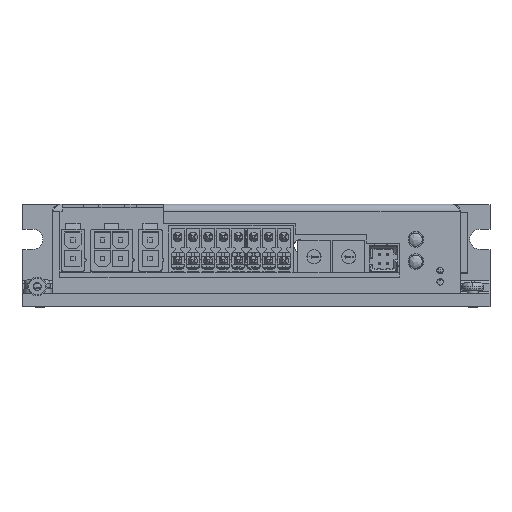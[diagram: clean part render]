
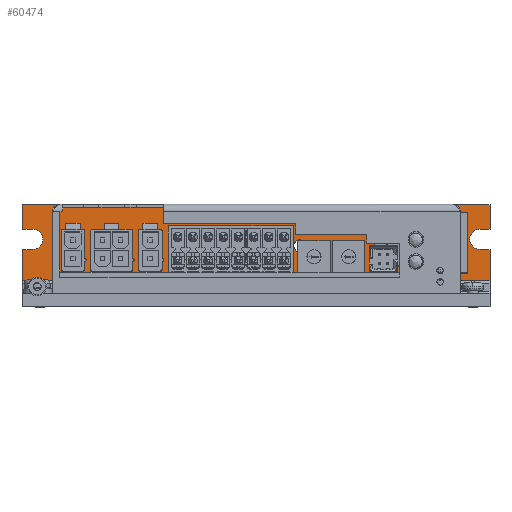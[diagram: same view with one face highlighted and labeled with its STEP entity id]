
A CAD part, top view. The second image highlights one B-rep face of the part: STEP entity #60474.
In plain terms, the highlighted planar face has unit normal (0, 0, 1).
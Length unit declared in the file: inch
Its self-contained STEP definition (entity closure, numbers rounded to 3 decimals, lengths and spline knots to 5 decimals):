
#84 = LINE ( 'NONE', #54147, #51207 ) ;
#237 = AXIS2_PLACEMENT_3D ( 'NONE', #64932, #95484, #9874 ) ;
#291 = CARTESIAN_POINT ( 'NONE',  ( 2.08859, 0.58465, -1.31072 ) ) ;
#1183 = CARTESIAN_POINT ( 'NONE',  ( 2.17915, 0.11417, -1.31072 ) ) ;
#2050 = VERTEX_POINT ( 'NONE', #14118 ) ;
#2856 = CIRCLE ( 'NONE', #66832, 0.05413 ) ;
#3214 = DIRECTION ( 'NONE',  ( 0., 0., -1. ) ) ;
#7215 = VERTEX_POINT ( 'NONE', #80930 ) ;
#7924 = ORIENTED_EDGE ( 'NONE', *, *, #68784, .T. ) ;
#8646 = VERTEX_POINT ( 'NONE', #291 ) ;
#8802 = CARTESIAN_POINT ( 'NONE',  ( -0.3366, 0.37894, -1.31072 ) ) ;
#8836 = EDGE_CURVE ( 'NONE', #50359, #69139, #26232, .T. ) ;
#9874 = DIRECTION ( 'NONE',  ( 0., -1., 0. ) ) ;
#10714 = DIRECTION ( 'NONE',  ( -1., 0., 0. ) ) ;
#11124 = VECTOR ( 'NONE', #10714, 39.37008 ) ;
#11347 = CARTESIAN_POINT ( 'NONE',  ( -2.00589, 0.80709, -1.31072 ) ) ;
#11539 = CARTESIAN_POINT ( 'NONE',  ( -1.9744, 0.58465, -1.31072 ) ) ;
#12304 = DIRECTION ( 'NONE',  ( 0., -1., 0. ) ) ;
#12721 = CARTESIAN_POINT ( 'NONE',  ( -2.00589, 0.58465, -1.31072 ) ) ;
#12733 = VERTEX_POINT ( 'NONE', #17513 ) ;
#13403 = VERTEX_POINT ( 'NONE', #8802 ) ;
#13435 = DIRECTION ( 'NONE',  ( 1., 0., 0. ) ) ;
#14118 = CARTESIAN_POINT ( 'NONE',  ( 2.17915, 0.80709, -1.31072 ) ) ;
#17513 = CARTESIAN_POINT ( 'NONE',  ( 2.08859, 0.39961, -1.31072 ) ) ;
#17807 = CARTESIAN_POINT ( 'NONE',  ( -2.06495, 0.39961, -1.31072 ) ) ;
#17954 = CARTESIAN_POINT ( 'NONE',  ( -2.06495, 0.80709, -1.31072 ) ) ;
#18485 = EDGE_CURVE ( 'NONE', #13403, #64738, #59867, .T. ) ;
#18836 = LINE ( 'NONE', #11347, #94856 ) ;
#19176 = EDGE_CURVE ( 'NONE', #42120, #33880, #26844, .T. ) ;
#19180 = DIRECTION ( 'NONE',  ( 0., 1., 0. ) ) ;
#19350 = CARTESIAN_POINT ( 'NONE',  ( 2.17915, -0.11811, -1.31072 ) ) ;
#19793 = VECTOR ( 'NONE', #67383, 39.37008 ) ;
#19795 = FACE_BOUND ( 'NONE', #56132, .T. ) ;
#20206 = CARTESIAN_POINT ( 'NONE',  ( 1.10828, 0.11417, -1.31072 ) ) ;
#20450 = CARTESIAN_POINT ( 'NONE',  ( -2.00589, 0.58465, -1.31072 ) ) ;
#21275 = VERTEX_POINT ( 'NONE', #77640 ) ;
#21535 = ORIENTED_EDGE ( 'NONE', *, *, #29198, .T. ) ;
#24490 = DIRECTION ( 'NONE',  ( 0., 0., -1. ) ) ;
#24591 = CIRCLE ( 'NONE', #80595, 0.05413 ) ;
#25008 = ORIENTED_EDGE ( 'NONE', *, *, #70722, .T. ) ;
#26111 = CARTESIAN_POINT ( 'NONE',  ( 0.4508, 0.43307, -1.31072 ) ) ;
#26232 = LINE ( 'NONE', #56827, #62668 ) ;
#26701 = DIRECTION ( 'NONE',  ( -1., 0., 0. ) ) ;
#26844 = LINE ( 'NONE', #19350, #72706 ) ;
#28566 = VERTEX_POINT ( 'NONE', #17954 ) ;
#29198 = EDGE_CURVE ( 'NONE', #28566, #21275, #84, .T. ) ;
#29270 = LINE ( 'NONE', #61323, #19793 ) ;
#30002 = EDGE_CURVE ( 'NONE', #81441, #76230, #78484, .T. ) ;
#31078 = EDGE_LOOP ( 'NONE', ( #39801, #87600 ) ) ;
#31563 = ORIENTED_EDGE ( 'NONE', *, *, #8836, .F. ) ;
#32221 = ORIENTED_EDGE ( 'NONE', *, *, #85053, .T. ) ;
#32728 = CARTESIAN_POINT ( 'NONE',  ( -2.00589, 0.39961, -1.31072 ) ) ;
#33316 = CARTESIAN_POINT ( 'NONE',  ( -2.06495, 0.11417, -1.31072 ) ) ;
#33880 = VERTEX_POINT ( 'NONE', #1183 ) ;
#34047 = ORIENTED_EDGE ( 'NONE', *, *, #74583, .T. ) ;
#34861 = DIRECTION ( 'NONE',  ( 0., -1., 0. ) ) ;
#35276 = AXIS2_PLACEMENT_3D ( 'NONE', #91459, #82958, #67936 ) ;
#35341 = LINE ( 'NONE', #64930, #65020 ) ;
#36248 = CARTESIAN_POINT ( 'NONE',  ( -1.9744, 0.39961, -1.31072 ) ) ;
#39801 = ORIENTED_EDGE ( 'NONE', *, *, #81143, .T. ) ;
#40370 = CARTESIAN_POINT ( 'NONE',  ( -0.3366, 0.4872, -1.31072 ) ) ;
#41444 = AXIS2_PLACEMENT_3D ( 'NONE', #50377, #66890, #12304 ) ;
#41794 = DIRECTION ( 'NONE',  ( 0., 1., 0. ) ) ;
#41887 = DIRECTION ( 'NONE',  ( -1., 0., 0. ) ) ;
#42120 = VERTEX_POINT ( 'NONE', #95839 ) ;
#44430 = AXIS2_PLACEMENT_3D ( 'NONE', #87305, #3214, #19180 ) ;
#44607 = ORIENTED_EDGE ( 'NONE', *, *, #68553, .T. ) ;
#45206 = ORIENTED_EDGE ( 'NONE', *, *, #76951, .T. ) ;
#45949 = EDGE_CURVE ( 'NONE', #33880, #50359, #95356, .T. ) ;
#47304 = ORIENTED_EDGE ( 'NONE', *, *, #45949, .F. ) ;
#48274 = CIRCLE ( 'NONE', #237, 0.09252 ) ;
#49812 = DIRECTION ( 'NONE',  ( 1., 0., 0. ) ) ;
#50224 = DIRECTION ( 'NONE',  ( 0., 1., 0. ) ) ;
#50359 = VERTEX_POINT ( 'NONE', #33316 ) ;
#50377 = CARTESIAN_POINT ( 'NONE',  ( -2.00589, 0.80709, -1.31072 ) ) ;
#50536 = LINE ( 'NONE', #20450, #72613 ) ;
#51207 = VECTOR ( 'NONE', #62638, 39.37008 ) ;
#53328 = VECTOR ( 'NONE', #26701, 39.37008 ) ;
#54147 = CARTESIAN_POINT ( 'NONE',  ( -2.06495, 0.80709, -1.31072 ) ) ;
#56132 = EDGE_LOOP ( 'NONE', ( #32221, #7924 ) ) ;
#56827 = CARTESIAN_POINT ( 'NONE',  ( -2.06495, -0.11811, -1.31072 ) ) ;
#59867 = CIRCLE ( 'NONE', #75846, 0.05413 ) ;
#60474 = ADVANCED_FACE ( 'NONE', ( #19795, #64899, #88925 ), #81395, .T. ) ;
#61323 = CARTESIAN_POINT ( 'NONE',  ( -2.00589, 0.39961, -1.31072 ) ) ;
#62638 = DIRECTION ( 'NONE',  ( 0., -1., 0. ) ) ;
#62668 = VECTOR ( 'NONE', #41794, 39.37008 ) ;
#64541 = ORIENTED_EDGE ( 'NONE', *, *, #30002, .T. ) ;
#64738 = VERTEX_POINT ( 'NONE', #40370 ) ;
#64899 = FACE_BOUND ( 'NONE', #31078, .T. ) ;
#64930 = CARTESIAN_POINT ( 'NONE',  ( 2.17915, 0.80709, -1.31072 ) ) ;
#64932 = CARTESIAN_POINT ( 'NONE',  ( 2.08859, 0.49213, -1.31072 ) ) ;
#65020 = VECTOR ( 'NONE', #73921, 39.37008 ) ;
#65965 = VERTEX_POINT ( 'NONE', #91387 ) ;
#66821 = LINE ( 'NONE', #12721, #85965 ) ;
#66832 = AXIS2_PLACEMENT_3D ( 'NONE', #26111, #87253, #93790 ) ;
#66890 = DIRECTION ( 'NONE',  ( 0., 0., 1. ) ) ;
#66899 = EDGE_CURVE ( 'NONE', #65965, #2050, #35341, .T. ) ;
#67383 = DIRECTION ( 'NONE',  ( -1., 0., 0. ) ) ;
#67936 = DIRECTION ( 'NONE',  ( 0., -1., 0. ) ) ;
#68553 = EDGE_CURVE ( 'NONE', #21275, #81441, #66821, .T. ) ;
#68784 = EDGE_CURVE ( 'NONE', #85237, #7215, #2856, .T. ) ;
#69139 = VERTEX_POINT ( 'NONE', #17807 ) ;
#70384 = ORIENTED_EDGE ( 'NONE', *, *, #66899, .T. ) ;
#70722 = EDGE_CURVE ( 'NONE', #42120, #12733, #86331, .T. ) ;
#72613 = VECTOR ( 'NONE', #13435, 39.37008 ) ;
#72706 = VECTOR ( 'NONE', #34861, 39.37008 ) ;
#72818 = ORIENTED_EDGE ( 'NONE', *, *, #19176, .F. ) ;
#73921 = DIRECTION ( 'NONE',  ( 0., 1., 0. ) ) ;
#74583 = EDGE_CURVE ( 'NONE', #12733, #8646, #48274, .T. ) ;
#75846 = AXIS2_PLACEMENT_3D ( 'NONE', #79087, #24490, #93645 ) ;
#76230 = VERTEX_POINT ( 'NONE', #36248 ) ;
#76951 = EDGE_CURVE ( 'NONE', #76230, #69139, #29270, .T. ) ;
#77640 = CARTESIAN_POINT ( 'NONE',  ( -2.06495, 0.58465, -1.31072 ) ) ;
#77940 = EDGE_CURVE ( 'NONE', #2050, #28566, #18836, .T. ) ;
#78484 = CIRCLE ( 'NONE', #35276, 0.09252 ) ;
#79087 = CARTESIAN_POINT ( 'NONE',  ( -0.3366, 0.43307, -1.31072 ) ) ;
#79255 = DIRECTION ( 'NONE',  ( 0., 0., -1. ) ) ;
#80595 = AXIS2_PLACEMENT_3D ( 'NONE', #94314, #79255, #50224 ) ;
#80930 = CARTESIAN_POINT ( 'NONE',  ( 0.4508, 0.4872, -1.31072 ) ) ;
#81143 = EDGE_CURVE ( 'NONE', #64738, #13403, #24591, .T. ) ;
#81395 = PLANE ( 'NONE',  #41444 ) ;
#81441 = VERTEX_POINT ( 'NONE', #11539 ) ;
#82958 = DIRECTION ( 'NONE',  ( 0., 0., -1. ) ) ;
#85053 = EDGE_CURVE ( 'NONE', #7215, #85237, #87617, .T. ) ;
#85237 = VERTEX_POINT ( 'NONE', #88790 ) ;
#85965 = VECTOR ( 'NONE', #49812, 39.37008 ) ;
#86331 = LINE ( 'NONE', #32728, #11124 ) ;
#87253 = DIRECTION ( 'NONE',  ( 0., 0., -1. ) ) ;
#87305 = CARTESIAN_POINT ( 'NONE',  ( 0.4508, 0.43307, -1.31072 ) ) ;
#87600 = ORIENTED_EDGE ( 'NONE', *, *, #18485, .T. ) ;
#87617 = CIRCLE ( 'NONE', #44430, 0.05413 ) ;
#88790 = CARTESIAN_POINT ( 'NONE',  ( 0.4508, 0.37894, -1.31072 ) ) ;
#88925 = FACE_OUTER_BOUND ( 'NONE', #94990, .T. ) ;
#91287 = ORIENTED_EDGE ( 'NONE', *, *, #77940, .T. ) ;
#91387 = CARTESIAN_POINT ( 'NONE',  ( 2.17915, 0.58465, -1.31072 ) ) ;
#91459 = CARTESIAN_POINT ( 'NONE',  ( -1.9744, 0.49213, -1.31072 ) ) ;
#92574 = EDGE_CURVE ( 'NONE', #8646, #65965, #50536, .T. ) ;
#92629 = ORIENTED_EDGE ( 'NONE', *, *, #92574, .T. ) ;
#93645 = DIRECTION ( 'NONE',  ( 0., 1., 0. ) ) ;
#93790 = DIRECTION ( 'NONE',  ( 0., 1., 0. ) ) ;
#94314 = CARTESIAN_POINT ( 'NONE',  ( -0.3366, 0.43307, -1.31072 ) ) ;
#94856 = VECTOR ( 'NONE', #41887, 39.37008 ) ;
#94990 = EDGE_LOOP ( 'NONE', ( #64541, #45206, #31563, #47304, #72818, #25008, #34047, #92629, #70384, #91287, #21535, #44607 ) ) ;
#95356 = LINE ( 'NONE', #20206, #53328 ) ;
#95484 = DIRECTION ( 'NONE',  ( 0., 0., -1. ) ) ;
#95839 = CARTESIAN_POINT ( 'NONE',  ( 2.17915, 0.39961, -1.31072 ) ) ;
